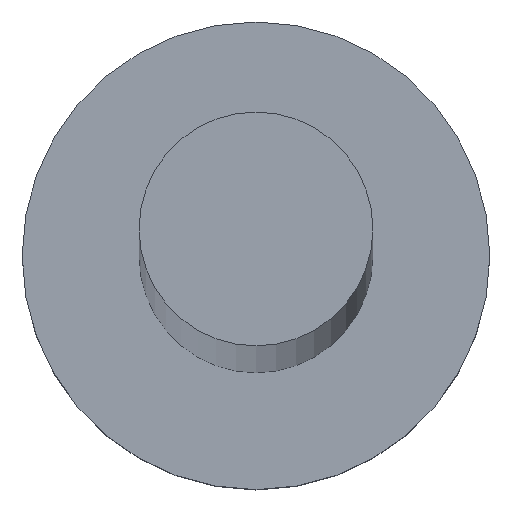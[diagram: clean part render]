
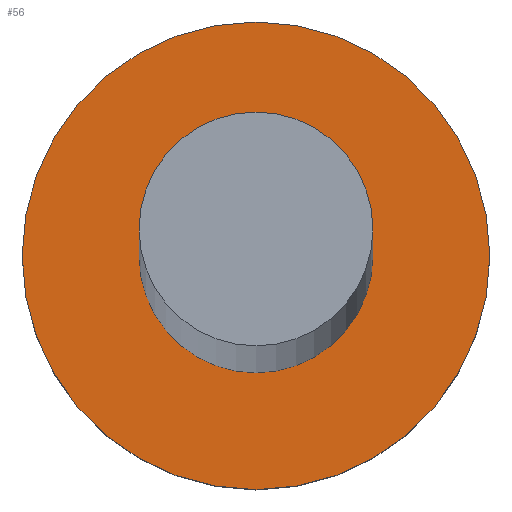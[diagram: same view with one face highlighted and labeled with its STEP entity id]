
A CAD part, top view. The second image highlights one B-rep face of the part: STEP entity #56.
In plain terms, the highlighted planar face has unit normal (0, 0, 1).
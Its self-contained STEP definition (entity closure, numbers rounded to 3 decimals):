
#15 = ORIENTED_EDGE ( 'NONE', *, *, #102, .T. ) ;
#19 = CARTESIAN_POINT ( 'NONE',  ( -6., 0., 5. ) ) ;
#21 = VERTEX_POINT ( 'NONE', #248 ) ;
#23 = CARTESIAN_POINT ( 'NONE',  ( 0., 0., 5. ) ) ;
#25 = FACE_BOUND ( 'NONE', #136, .T. ) ;
#33 = DIRECTION ( 'NONE',  ( 1., 0., 0. ) ) ;
#36 = AXIS2_PLACEMENT_3D ( 'NONE', #212, #50, #51 ) ;
#41 = VERTEX_POINT ( 'NONE', #19 ) ;
#47 = EDGE_CURVE ( 'NONE', #41, #245, #244, .T. ) ;
#50 = DIRECTION ( 'NONE',  ( 0., 0., 1. ) ) ;
#51 = DIRECTION ( 'NONE',  ( 1., 0., 0. ) ) ;
#56 = ADVANCED_FACE ( 'NONE', ( #25, #74 ), #89, .T. ) ;
#58 = EDGE_CURVE ( 'NONE', #21, #175, #172, .T. ) ;
#61 = AXIS2_PLACEMENT_3D ( 'NONE', #230, #237, #160 ) ;
#68 = AXIS2_PLACEMENT_3D ( 'NONE', #72, #71, #93 ) ;
#71 = DIRECTION ( 'NONE',  ( 0., 0., 1. ) ) ;
#72 = CARTESIAN_POINT ( 'NONE',  ( 0., 0., 5. ) ) ;
#74 = FACE_OUTER_BOUND ( 'NONE', #183, .T. ) ;
#77 = ORIENTED_EDGE ( 'NONE', *, *, #58, .F. ) ;
#86 = CIRCLE ( 'NONE', #173, 3. ) ;
#89 = PLANE ( 'NONE',  #36 ) ;
#93 = DIRECTION ( 'NONE',  ( 1., 0., 0. ) ) ;
#96 = ORIENTED_EDGE ( 'NONE', *, *, #47, .T. ) ;
#102 = EDGE_CURVE ( 'NONE', #245, #41, #182, .T. ) ;
#109 = DIRECTION ( 'NONE',  ( 1., 0., 0. ) ) ;
#111 = DIRECTION ( 'NONE',  ( 0., 0., 1. ) ) ;
#112 = CARTESIAN_POINT ( 'NONE',  ( 0., 0., 5. ) ) ;
#119 = EDGE_CURVE ( 'NONE', #175, #21, #86, .T. ) ;
#136 = EDGE_LOOP ( 'NONE', ( #77, #151 ) ) ;
#144 = CARTESIAN_POINT ( 'NONE',  ( 6., 0., 5. ) ) ;
#151 = ORIENTED_EDGE ( 'NONE', *, *, #119, .F. ) ;
#155 = AXIS2_PLACEMENT_3D ( 'NONE', #23, #111, #109 ) ;
#160 = DIRECTION ( 'NONE',  ( 1., 0., 0. ) ) ;
#172 = CIRCLE ( 'NONE', #61, 3. ) ;
#173 = AXIS2_PLACEMENT_3D ( 'NONE', #112, #233, #33 ) ;
#175 = VERTEX_POINT ( 'NONE', #194 ) ;
#182 = CIRCLE ( 'NONE', #68, 6. ) ;
#183 = EDGE_LOOP ( 'NONE', ( #96, #15 ) ) ;
#194 = CARTESIAN_POINT ( 'NONE',  ( 3., 0., 5. ) ) ;
#212 = CARTESIAN_POINT ( 'NONE',  ( 0., 0., 5. ) ) ;
#230 = CARTESIAN_POINT ( 'NONE',  ( 0., 0., 5. ) ) ;
#233 = DIRECTION ( 'NONE',  ( 0., 0., 1. ) ) ;
#237 = DIRECTION ( 'NONE',  ( 0., 0., 1. ) ) ;
#244 = CIRCLE ( 'NONE', #155, 6. ) ;
#245 = VERTEX_POINT ( 'NONE', #144 ) ;
#248 = CARTESIAN_POINT ( 'NONE',  ( -3., 0., 5. ) ) ;
